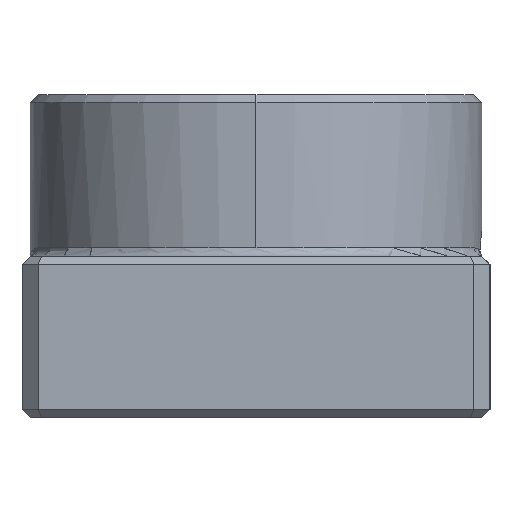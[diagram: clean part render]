
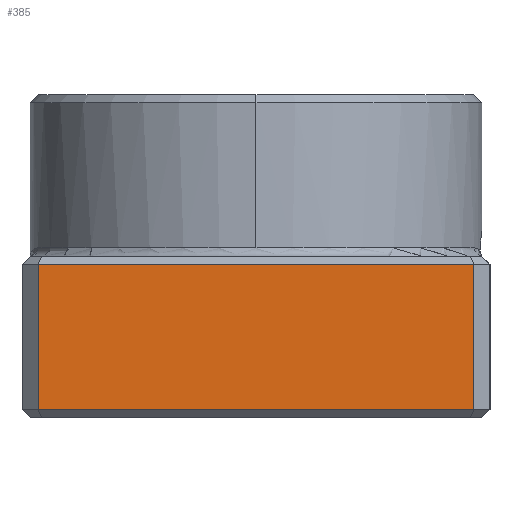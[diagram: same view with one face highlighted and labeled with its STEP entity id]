
A CAD part, left-side view. The second image highlights one B-rep face of the part: STEP entity #385.
In plain terms, the highlighted planar face has unit normal (-1, 0, 0).
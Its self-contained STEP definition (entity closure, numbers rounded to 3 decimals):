
#82 = VECTOR ( 'NONE', #1726, 1000. ) ;
#147 = EDGE_CURVE ( 'NONE', #2366, #1529, #2071, .T. ) ;
#170 = VECTOR ( 'NONE', #401, 1000. ) ;
#198 = VECTOR ( 'NONE', #941, 1000. ) ;
#219 = EDGE_LOOP ( 'NONE', ( #893, #2599, #688, #298 ) ) ;
#298 = ORIENTED_EDGE ( 'NONE', *, *, #147, .T. ) ;
#300 = CARTESIAN_POINT ( 'NONE',  ( -50., 27., 19. ) ) ;
#385 = ADVANCED_FACE ( 'NONE', ( #1763 ), #2348, .F. ) ;
#401 = DIRECTION ( 'NONE',  ( 0., 1., 0. ) ) ;
#441 = CARTESIAN_POINT ( 'NONE',  ( -50., -27., 19. ) ) ;
#688 = ORIENTED_EDGE ( 'NONE', *, *, #1041, .F. ) ;
#786 = CARTESIAN_POINT ( 'NONE',  ( -50., 27., 19. ) ) ;
#893 = ORIENTED_EDGE ( 'NONE', *, *, #1119, .T. ) ;
#919 = VECTOR ( 'NONE', #1224, 1000. ) ;
#941 = DIRECTION ( 'NONE',  ( 0., 0., -1. ) ) ;
#1041 = EDGE_CURVE ( 'NONE', #2366, #2281, #1306, .T. ) ;
#1086 = CARTESIAN_POINT ( 'NONE',  ( -50., 27., 1. ) ) ;
#1113 = DIRECTION ( 'NONE',  ( 1., 0., 0. ) ) ;
#1119 = EDGE_CURVE ( 'NONE', #1529, #2176, #1345, .T. ) ;
#1224 = DIRECTION ( 'NONE',  ( 0., 0., -1. ) ) ;
#1232 = LINE ( 'NONE', #1086, #82 ) ;
#1306 = LINE ( 'NONE', #1766, #198 ) ;
#1345 = LINE ( 'NONE', #2621, #919 ) ;
#1529 = VERTEX_POINT ( 'NONE', #300 ) ;
#1575 = CARTESIAN_POINT ( 'NONE',  ( -50., 27., 20. ) ) ;
#1701 = CARTESIAN_POINT ( 'NONE',  ( -50., -27., 1. ) ) ;
#1726 = DIRECTION ( 'NONE',  ( 0., -1., 0. ) ) ;
#1763 = FACE_OUTER_BOUND ( 'NONE', #219, .T. ) ;
#1766 = CARTESIAN_POINT ( 'NONE',  ( -50., -27., 20. ) ) ;
#1871 = AXIS2_PLACEMENT_3D ( 'NONE', #1575, #1113, #1953 ) ;
#1953 = DIRECTION ( 'NONE',  ( 0., 1., 0. ) ) ;
#2071 = LINE ( 'NONE', #786, #170 ) ;
#2176 = VERTEX_POINT ( 'NONE', #2641 ) ;
#2281 = VERTEX_POINT ( 'NONE', #1701 ) ;
#2348 = PLANE ( 'NONE',  #1871 ) ;
#2366 = VERTEX_POINT ( 'NONE', #441 ) ;
#2517 = EDGE_CURVE ( 'NONE', #2176, #2281, #1232, .T. ) ;
#2599 = ORIENTED_EDGE ( 'NONE', *, *, #2517, .T. ) ;
#2621 = CARTESIAN_POINT ( 'NONE',  ( -50., 27., 20. ) ) ;
#2641 = CARTESIAN_POINT ( 'NONE',  ( -50., 27., 1. ) ) ;
